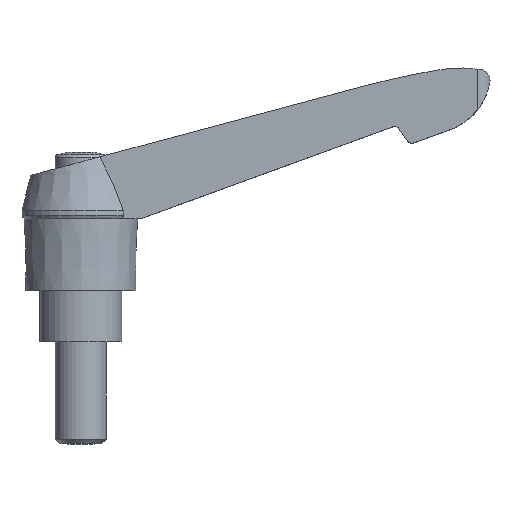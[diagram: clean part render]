
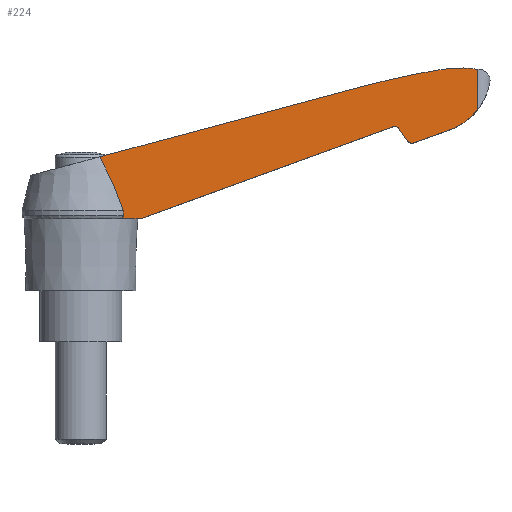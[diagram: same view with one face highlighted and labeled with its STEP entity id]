
A CAD part, top view. The second image highlights one B-rep face of the part: STEP entity #224.
In plain terms, the highlighted planar face has unit normal (0.034, 0, 0.999).
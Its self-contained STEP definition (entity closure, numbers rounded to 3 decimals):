
#224 = ADVANCED_FACE( '', ( #474 ), #475, .F. );
#474 = FACE_OUTER_BOUND( '', #743, .T. );
#475 = PLANE( '', #744 );
#743 = EDGE_LOOP( '', ( #1377, #1378, #1379, #1380, #1381, #1382, #1383, #1384, #1385, #1386, #1387, #1388, #1389, #1390, #1391 ) );
#744 = AXIS2_PLACEMENT_3D( '', #1392, #1393, #1394 );
#1377 = ORIENTED_EDGE( '', *, *, #1643, .F. );
#1378 = ORIENTED_EDGE( '', *, *, #1867, .T. );
#1379 = ORIENTED_EDGE( '', *, *, #1748, .F. );
#1380 = ORIENTED_EDGE( '', *, *, #1857, .F. );
#1381 = ORIENTED_EDGE( '', *, *, #1761, .T. );
#1382 = ORIENTED_EDGE( '', *, *, #1655, .F. );
#1383 = ORIENTED_EDGE( '', *, *, #1868, .F. );
#1384 = ORIENTED_EDGE( '', *, *, #1684, .F. );
#1385 = ORIENTED_EDGE( '', *, *, #1817, .F. );
#1386 = ORIENTED_EDGE( '', *, *, #1869, .F. );
#1387 = ORIENTED_EDGE( '', *, *, #1870, .F. );
#1388 = ORIENTED_EDGE( '', *, *, #1863, .F. );
#1389 = ORIENTED_EDGE( '', *, *, #1629, .F. );
#1390 = ORIENTED_EDGE( '', *, *, #1797, .F. );
#1391 = ORIENTED_EDGE( '', *, *, #1755, .F. );
#1392 = CARTESIAN_POINT( '', ( 0., 58.5, 8.22 ) );
#1393 = DIRECTION( '', ( -0.034, 0., -0.999 ) );
#1394 = DIRECTION( '', ( -0.999, 0., 0.034 ) );
#1629 = EDGE_CURVE( '', #1954, #1949, #1956, .T. );
#1643 = EDGE_CURVE( '', #1979, #1981, #1982, .T. );
#1655 = EDGE_CURVE( '', #2001, #1996, #2003, .T. );
#1684 = EDGE_CURVE( '', #2052, #2033, #2054, .T. );
#1748 = EDGE_CURVE( '', #2153, #2154, #2155, .T. );
#1755 = EDGE_CURVE( '', #1981, #2163, #2166, .T. );
#1761 = EDGE_CURVE( '', #2174, #1996, #2175, .T. );
#1797 = EDGE_CURVE( '', #2163, #1954, #2230, .T. );
#1817 = EDGE_CURVE( '', #2254, #2052, #2256, .T. );
#1857 = EDGE_CURVE( '', #2174, #2153, #2306, .T. );
#1863 = EDGE_CURVE( '', #1949, #2313, #2315, .T. );
#1867 = EDGE_CURVE( '', #1979, #2154, #2319, .T. );
#1868 = EDGE_CURVE( '', #2033, #2001, #2320, .T. );
#1869 = EDGE_CURVE( '', #2321, #2254, #2322, .T. );
#1870 = EDGE_CURVE( '', #2313, #2321, #2323, .T. );
#1949 = VERTEX_POINT( '', #2427 );
#1954 = VERTEX_POINT( '', #2433 );
#1956 = ELLIPSE( '', #2436, 157.091, 157. );
#1979 = VERTEX_POINT( '', #2466 );
#1981 = VERTEX_POINT( '', #2468 );
#1982 = LINE( '', #2469, #2470 );
#1996 = VERTEX_POINT( '', #2489 );
#2001 = VERTEX_POINT( '', #2496 );
#2003 = LINE( '', #2499, #2500 );
#2033 = VERTEX_POINT( '', #2538 );
#2052 = VERTEX_POINT( '', #2565 );
#2054 = LINE( '', #2568, #2569 );
#2153 = VERTEX_POINT( '', #2727 );
#2154 = VERTEX_POINT( '', #2728 );
#2155 = LINE( '', #2729, #2730 );
#2163 = VERTEX_POINT( '', #2740 );
#2166 = B_SPLINE_CURVE_WITH_KNOTS( '', 3, ( #2752, #2753, #2754, #2755, #2756, #2757, #2758, #2759, #2760, #2761 ), .UNSPECIFIED., .F., .F., ( 4, 2, 2, 2, 4 ), ( 0., 0.006, 0.009, 0.01, 0.012 ), .UNSPECIFIED. );
#2174 = VERTEX_POINT( '', #2772 );
#2175 = ELLIPSE( '', #2773, 0.8, 0.8 );
#2230 = LINE( '', #2846, #2847 );
#2254 = VERTEX_POINT( '', #2905 );
#2256 = ELLIPSE( '', #2926, 12.007, 12. );
#2306 = LINE( '', #3009, #3010 );
#2313 = VERTEX_POINT( '', #3019 );
#2315 = ELLIPSE( '', #3022, 30.017, 30. );
#2319 = B_SPLINE_CURVE_WITH_KNOTS( '', 3, ( #3027, #3028, #3029, #3030, #3031, #3032 ), .UNSPECIFIED., .F., .F., ( 4, 2, 4 ), ( 0., 0., 0.001 ), .UNSPECIFIED. );
#2320 = ELLIPSE( '', #3033, 1.201, 1.2 );
#2321 = VERTEX_POINT( '', #3034 );
#2322 = LINE( '', #3035, #3036 );
#2323 = ELLIPSE( '', #3037, 36.021, 36. );
#2427 = CARTESIAN_POINT( '', ( 69.3, 53., 5.864 ) );
#2433 = CARTESIAN_POINT( '', ( 56.5, 50.262, 6.299 ) );
#2436 = AXIS2_PLACEMENT_3D( '', #3123, #3124, #3125 );
#2466 = CARTESIAN_POINT( '', ( 8.322, 24.664, 7.937 ) );
#2468 = CARTESIAN_POINT( '', ( 8.322, 25.6, 7.937 ) );
#2469 = CARTESIAN_POINT( '', ( 8.322, 72.299, 7.937 ) );
#2470 = VECTOR( '', #3145, 1000. );
#2489 = CARTESIAN_POINT( '', ( 62.1, 41.746, 6.109 ) );
#2496 = CARTESIAN_POINT( '', ( 63.777, 39.333, 6.051 ) );
#2499 = CARTESIAN_POINT( '', ( 62.04, 41.832, 6.111 ) );
#2500 = VECTOR( '', #3157, 1000. );
#2538 = CARTESIAN_POINT( '', ( 65.173, 38.89, 6.004 ) );
#2565 = CARTESIAN_POINT( '', ( 73., 41.739, 5.738 ) );
#2568 = CARTESIAN_POINT( '', ( 65.008, 38.83, 6.01 ) );
#2569 = VECTOR( '', #3196, 1000. );
#2727 = CARTESIAN_POINT( '', ( 11.6, 24., 7.825 ) );
#2728 = CARTESIAN_POINT( '', ( 7.764, 24., 7.956 ) );
#2729 = CARTESIAN_POINT( '', ( -0.111, 24., 8.223 ) );
#2730 = VECTOR( '', #3277, 1000. );
#2740 = CARTESIAN_POINT( '', ( 3.725, 36.121, 8.093 ) );
#2752 = CARTESIAN_POINT( '', ( 8.322, 25.6, 7.937 ) );
#2753 = CARTESIAN_POINT( '', ( 7.686, 27.409, 7.958 ) );
#2754 = CARTESIAN_POINT( '', ( 7.019, 29.207, 7.981 ) );
#2755 = CARTESIAN_POINT( '', ( 5.912, 31.861, 8.019 ) );
#2756 = CARTESIAN_POINT( '', ( 5.526, 32.738, 8.032 ) );
#2757 = CARTESIAN_POINT( '', ( 4.898, 34.032, 8.053 ) );
#2758 = CARTESIAN_POINT( '', ( 4.68, 34.459, 8.06 ) );
#2759 = CARTESIAN_POINT( '', ( 4.223, 35.301, 8.076 ) );
#2760 = CARTESIAN_POINT( '', ( 3.982, 35.717, 8.084 ) );
#2761 = CARTESIAN_POINT( '', ( 3.725, 36.121, 8.093 ) );
#2772 = CARTESIAN_POINT( '', ( 61.169, 42.042, 6.14 ) );
#2773 = AXIS2_PLACEMENT_3D( '', #3289, #3290, #3291 );
#2846 = CARTESIAN_POINT( '', ( 56.335, 50.217, 6.304 ) );
#2847 = VECTOR( '', #3343, 1000. );
#2905 = CARTESIAN_POINT( '', ( 77.585, 45.336, 5.582 ) );
#2926 = AXIS2_PLACEMENT_3D( '', #3365, #3366, #3367 );
#3009 = CARTESIAN_POINT( '', ( 11.49, 23.96, 7.829 ) );
#3010 = VECTOR( '', #3413, 1000. );
#3019 = CARTESIAN_POINT( '', ( 74.8, 53.5, 5.677 ) );
#3022 = AXIS2_PLACEMENT_3D( '', #3420, #3421, #3422 );
#3027 = CARTESIAN_POINT( '', ( 8.322, 24.664, 7.937 ) );
#3028 = CARTESIAN_POINT( '', ( 8.276, 24.522, 7.938 ) );
#3029 = CARTESIAN_POINT( '', ( 8.2, 24.396, 7.941 ) );
#3030 = CARTESIAN_POINT( '', ( 8.005, 24.172, 7.947 ) );
#3031 = CARTESIAN_POINT( '', ( 7.89, 24.079, 7.951 ) );
#3032 = CARTESIAN_POINT( '', ( 7.764, 24., 7.956 ) );
#3033 = AXIS2_PLACEMENT_3D( '', #3424, #3425, #3426 );
#3034 = CARTESIAN_POINT( '', ( 77.585, 53.244, 5.582 ) );
#3035 = CARTESIAN_POINT( '', ( 77.585, 58.5, 5.582 ) );
#3036 = VECTOR( '', #3427, 1000. );
#3037 = AXIS2_PLACEMENT_3D( '', #3428, #3429, #3430 );
#3123 = CARTESIAN_POINT( '', ( 95.717, -101.762, 4.966 ) );
#3124 = DIRECTION( '', ( -0.034, 0., -0.999 ) );
#3125 = DIRECTION( '', ( 0.999, 0., -0.034 ) );
#3145 = DIRECTION( '', ( 0., 1., 0. ) );
#3157 = DIRECTION( '', ( -0.571, 0.821, 0.019 ) );
#3196 = DIRECTION( '', ( -0.939, -0.342, 0.032 ) );
#3277 = DIRECTION( '', ( -0.999, 0., 0.034 ) );
#3289 = CARTESIAN_POINT( '', ( 61.443, 41.29, 6.131 ) );
#3290 = DIRECTION( '', ( -0.034, 0., -0.999 ) );
#3291 = DIRECTION( '', ( 0.999, 0., -0.034 ) );
#3343 = DIRECTION( '', ( 0.965, 0.259, -0.033 ) );
#3365 = CARTESIAN_POINT( '', ( 68.107, 52.696, 5.904 ) );
#3366 = DIRECTION( '', ( -0.034, 0., -0.999 ) );
#3367 = DIRECTION( '', ( 0.999, 0., -0.034 ) );
#3413 = DIRECTION( '', ( -0.939, -0.342, 0.032 ) );
#3420 = CARTESIAN_POINT( '', ( 74.755, 23.5, 5.678 ) );
#3421 = DIRECTION( '', ( -0.034, 0., -0.999 ) );
#3422 = DIRECTION( '', ( 0.999, 0., -0.034 ) );
#3424 = CARTESIAN_POINT( '', ( 64.762, 40.018, 6.018 ) );
#3425 = DIRECTION( '', ( -0.034, 0., -0.999 ) );
#3426 = DIRECTION( '', ( 0.999, 0., -0.034 ) );
#3427 = DIRECTION( '', ( 0., -1., 0. ) );
#3428 = CARTESIAN_POINT( '', ( 72.905, 17.55, 5.741 ) );
#3429 = DIRECTION( '', ( -0.034, 0., -0.999 ) );
#3430 = DIRECTION( '', ( 0.999, 0., -0.034 ) );
